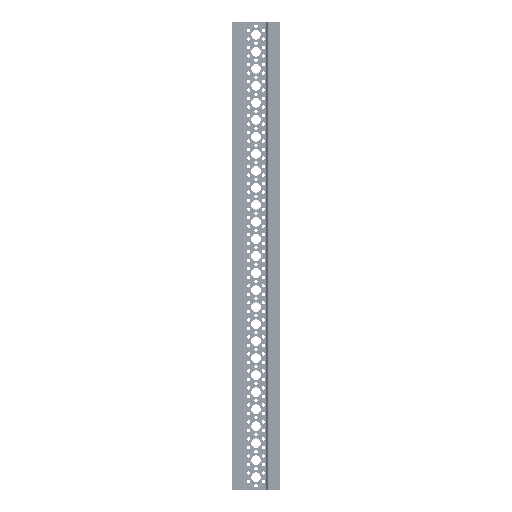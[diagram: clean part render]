
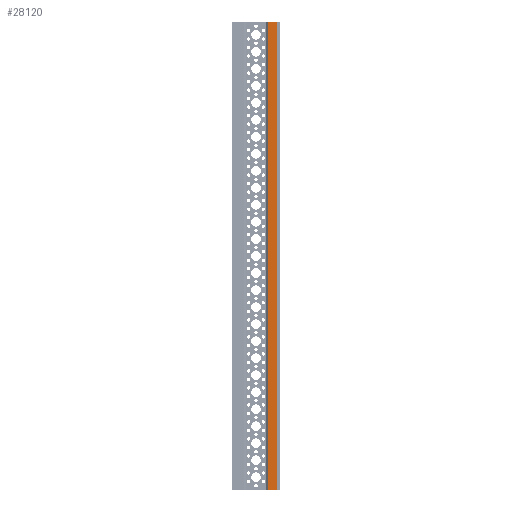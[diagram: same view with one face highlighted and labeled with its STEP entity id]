
A CAD part, front view. The second image highlights one B-rep face of the part: STEP entity #28120.
In plain terms, the highlighted planar face has unit normal (0, -1, 0).
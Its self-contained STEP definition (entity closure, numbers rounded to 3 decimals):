
#264 = CARTESIAN_POINT ( 'NONE',  ( -20., 16.5, 220. ) ) ;
#1237 = DIRECTION ( 'NONE',  ( -1., 0., 0. ) ) ;
#2488 = CARTESIAN_POINT ( 'NONE',  ( 11.407, 16.5, -220. ) ) ;
#5360 = CARTESIAN_POINT ( 'NONE',  ( 11.407, 16.5, 220. ) ) ;
#6592 = VECTOR ( 'NONE', #89773, 1000. ) ;
#11947 = ORIENTED_EDGE ( 'NONE', *, *, #60038, .F. ) ;
#14965 = VECTOR ( 'NONE', #29919, 1000. ) ;
#16118 = CARTESIAN_POINT ( 'NONE',  ( 20., 16.5, 220. ) ) ;
#16197 = DIRECTION ( 'NONE',  ( 0., 1., 0. ) ) ;
#16603 = VERTEX_POINT ( 'NONE', #47295 ) ;
#21847 = EDGE_LOOP ( 'NONE', ( #11947, #65684, #28495, #24657 ) ) ;
#22156 = CARTESIAN_POINT ( 'NONE',  ( -20., 16.5, -220. ) ) ;
#23568 = DIRECTION ( 'NONE',  ( 0., 0., -1. ) ) ;
#24657 = ORIENTED_EDGE ( 'NONE', *, *, #44207, .F. ) ;
#26252 = CARTESIAN_POINT ( 'NONE',  ( 20., 16.5, -220. ) ) ;
#26527 = EDGE_CURVE ( 'NONE', #16603, #40619, #96162, .T. ) ;
#28120 = ADVANCED_FACE ( 'NONE', ( #69776 ), #82604, .F. ) ;
#28495 = ORIENTED_EDGE ( 'NONE', *, *, #26527, .T. ) ;
#29919 = DIRECTION ( 'NONE',  ( 1., 0., 0. ) ) ;
#33907 = VECTOR ( 'NONE', #53370, 1000. ) ;
#40619 = VERTEX_POINT ( 'NONE', #26252 ) ;
#42761 = LINE ( 'NONE', #2488, #76449 ) ;
#44207 = EDGE_CURVE ( 'NONE', #59333, #40619, #77985, .T. ) ;
#45991 = LINE ( 'NONE', #81992, #6592 ) ;
#47295 = CARTESIAN_POINT ( 'NONE',  ( 11.407, 16.5, -220. ) ) ;
#49975 = EDGE_CURVE ( 'NONE', #50185, #16603, #42761, .T. ) ;
#50185 = VERTEX_POINT ( 'NONE', #5360 ) ;
#53370 = DIRECTION ( 'NONE',  ( 0., 0., -1. ) ) ;
#59333 = VERTEX_POINT ( 'NONE', #16118 ) ;
#60038 = EDGE_CURVE ( 'NONE', #50185, #59333, #45991, .T. ) ;
#60501 = CARTESIAN_POINT ( 'NONE',  ( 20., 16.5, 220. ) ) ;
#65684 = ORIENTED_EDGE ( 'NONE', *, *, #49975, .T. ) ;
#69776 = FACE_OUTER_BOUND ( 'NONE', #21847, .T. ) ;
#76449 = VECTOR ( 'NONE', #23568, 1000. ) ;
#77985 = LINE ( 'NONE', #60501, #33907 ) ;
#81907 = AXIS2_PLACEMENT_3D ( 'NONE', #264, #16197, #1237 ) ;
#81992 = CARTESIAN_POINT ( 'NONE',  ( -20., 16.5, 220. ) ) ;
#82604 = PLANE ( 'NONE',  #81907 ) ;
#89773 = DIRECTION ( 'NONE',  ( 1., 0., 0. ) ) ;
#96162 = LINE ( 'NONE', #22156, #14965 ) ;
